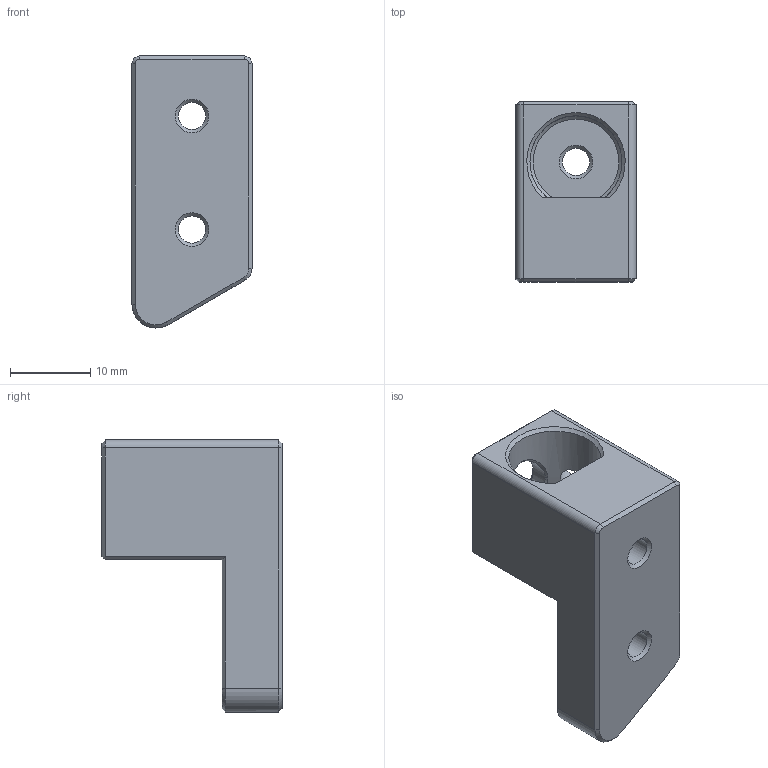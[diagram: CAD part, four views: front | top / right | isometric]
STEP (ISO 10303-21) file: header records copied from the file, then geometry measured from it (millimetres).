
FILE_DESCRIPTION(/* description */ (''),/* implementation_level */ '2;1');
FILE_NAME(/* name */ 'B Idler (Model B) (1).step',/* time_stamp */ '2023-08-05T10:56:14-08:00',/* author */ (''),/* organization */ (''),/* preprocessor_version */ 'ST-DEVELOPER v20',/* originating_system */ 'Autodesk Translation Framework v12.9.0.99',/* authorisation */ '');
FILE_SCHEMA (('AUTOMOTIVE_DESIGN { 1 0 10303 214 3 1 1 }'));
Length unit declared in the file: millimetre
Products named in the file (3): B Idler (Model B) (1); Printed Parts (10) (2); B Idler Upper (2)
Assembly tree (2 placements, depth 3):
  B Idler (Model B) (1)
    Printed Parts (10) (2)
      B Idler Upper (2)
Bounding box: 15 x 22.5 x 34.01 mm (x, y, z)
Volume: 5128.3 mm3; surface area: 3083.7 mm2
Topology: 1 solids, 1 shells, 65 faces, 169 edges, 108 vertices
Faces by surface type: plane 29, cone 19, cylinder 13, bspline 4
Full cylindrical faces by diameter (mm): 3.4 x3, 6 x1, 6.5 x2, 11.5 x1
Entity records: 5080 total; most frequent: CARTESIAN_POINT 3401, ORIENTED_EDGE 338, DIRECTION 334, EDGE_CURVE 169, AXIS2_PLACEMENT_3D 120, VERTEX_POINT 108, LINE 94, VECTOR 94
